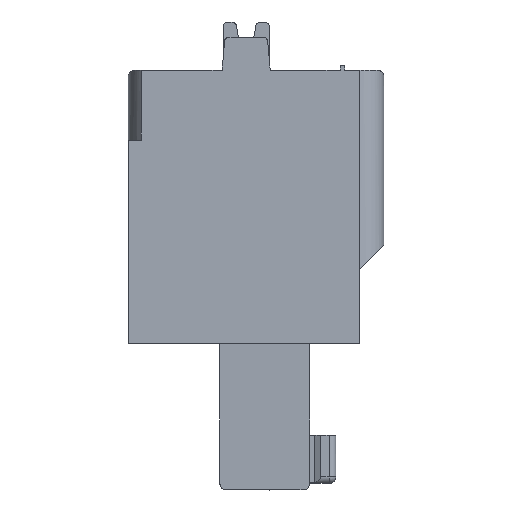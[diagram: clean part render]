
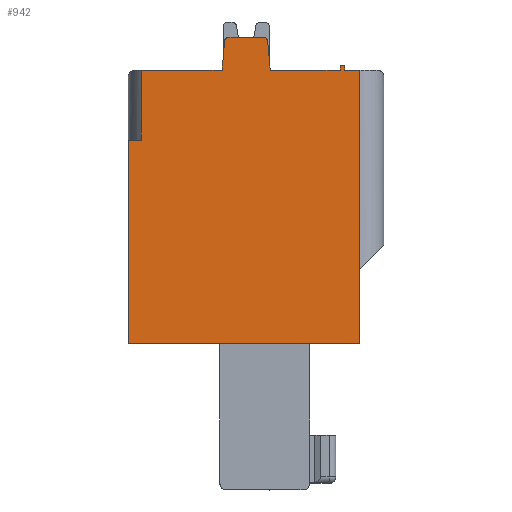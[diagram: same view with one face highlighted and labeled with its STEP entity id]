
A CAD part, left-side view. The second image highlights one B-rep face of the part: STEP entity #942.
In plain terms, the highlighted planar face has unit normal (-1, 0, 0).
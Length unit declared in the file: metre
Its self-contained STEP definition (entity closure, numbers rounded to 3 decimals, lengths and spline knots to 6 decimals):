
#942=ADVANCED_FACE('',(#1936),#1937,.F.);
#1936=FACE_OUTER_BOUND('',#2938,.T.);
#1937=PLANE('',#2939);
#2938=EDGE_LOOP('',(#5777,#5778,#5779,#5780,#5781,#5782,#5783,#5784,#5785,#5786,#5787,#5788,#5789,#5790,#5791,#5792));
#2939=AXIS2_PLACEMENT_3D('',#5793,#5794,#5795);
#5777=ORIENTED_EDGE('',*,*,#6531,.F.);
#5778=ORIENTED_EDGE('',*,*,#6183,.F.);
#5779=ORIENTED_EDGE('',*,*,#6889,.F.);
#5780=ORIENTED_EDGE('',*,*,#6641,.F.);
#5781=ORIENTED_EDGE('',*,*,#6636,.F.);
#5782=ORIENTED_EDGE('',*,*,#6972,.F.);
#5783=ORIENTED_EDGE('',*,*,#6587,.F.);
#5784=ORIENTED_EDGE('',*,*,#6748,.T.);
#5785=ORIENTED_EDGE('',*,*,#6876,.F.);
#5786=ORIENTED_EDGE('',*,*,#6962,.T.);
#5787=ORIENTED_EDGE('',*,*,#6215,.F.);
#5788=ORIENTED_EDGE('',*,*,#6971,.F.);
#5789=ORIENTED_EDGE('',*,*,#6858,.F.);
#5790=ORIENTED_EDGE('',*,*,#6696,.F.);
#5791=ORIENTED_EDGE('',*,*,#6728,.F.);
#5792=ORIENTED_EDGE('',*,*,#6988,.F.);
#5793=CARTESIAN_POINT('',(0.31567,0.034769,-0.078355));
#5794=DIRECTION('',(1.0,0.0,0.0));
#5795=DIRECTION('',(0.0,0.0,-1.0));
#6183=EDGE_CURVE('',#7523,#7526,#7527,.T.);
#6215=EDGE_CURVE('',#7582,#7583,#7584,.T.);
#6531=EDGE_CURVE('',#7526,#8083,#8084,.T.);
#6587=EDGE_CURVE('',#8159,#8161,#8162,.T.);
#6636=EDGE_CURVE('',#8228,#8230,#8231,.T.);
#6641=EDGE_CURVE('',#8230,#8236,#8237,.T.);
#6696=EDGE_CURVE('',#8307,#8309,#8310,.T.);
#6728=EDGE_CURVE('',#8348,#8307,#8350,.T.);
#6748=EDGE_CURVE('',#8159,#8375,#8376,.T.);
#6858=EDGE_CURVE('',#8309,#8513,#8514,.T.);
#6876=EDGE_CURVE('',#8535,#8375,#8536,.T.);
#6889=EDGE_CURVE('',#8236,#7523,#8554,.T.);
#6962=EDGE_CURVE('',#8535,#7583,#8637,.T.);
#6971=EDGE_CURVE('',#8513,#7582,#8647,.T.);
#6972=EDGE_CURVE('',#8161,#8228,#8648,.T.);
#6988=EDGE_CURVE('',#8083,#8348,#8665,.T.);
#7523=VERTEX_POINT('',#9459);
#7526=VERTEX_POINT('',#9463);
#7527=LINE('',#9464,#9465);
#7582=VERTEX_POINT('',#9540);
#7583=VERTEX_POINT('',#9541);
#7584=LINE('',#9542,#9543);
#8083=VERTEX_POINT('',#10353);
#8084=LINE('',#10354,#10355);
#8159=VERTEX_POINT('',#10519);
#8161=VERTEX_POINT('',#10522);
#8162=LINE('',#10523,#10524);
#8228=VERTEX_POINT('',#10618);
#8230=VERTEX_POINT('',#10621);
#8231=LINE('',#10622,#10623);
#8236=VERTEX_POINT('',#10630);
#8237=LINE('',#10631,#10632);
#8307=VERTEX_POINT('',#10736);
#8309=VERTEX_POINT('',#10739);
#8310=LINE('',#10740,#10741);
#8348=VERTEX_POINT('',#10794);
#8350=LINE('',#10797,#10798);
#8375=VERTEX_POINT('',#10834);
#8376=CIRCLE('',#10835,0.0002);
#8513=VERTEX_POINT('',#11053);
#8514=LINE('',#11054,#11055);
#8535=VERTEX_POINT('',#11084);
#8536=LINE('',#11085,#11086);
#8554=LINE('',#11111,#11112);
#8637=CIRCLE('',#11228,0.0002);
#8647=LINE('',#11240,#11241);
#8648=LINE('',#11242,#11243);
#8665=LINE('',#11268,#11269);
#9459=CARTESIAN_POINT('',(0.31567,0.029483,-0.079655));
#9463=CARTESIAN_POINT('',(0.31567,0.028783,-0.079655));
#9464=CARTESIAN_POINT('',(0.31567,0.035083,-0.079655));
#9465=VECTOR('',#11639,1.0);
#9540=CARTESIAN_POINT('',(0.31567,0.035083,-0.079655));
#9541=CARTESIAN_POINT('',(0.31567,0.034968,-0.078338));
#9542=CARTESIAN_POINT('',(0.31567,0.035083,-0.079655));
#9543=VECTOR('',#11684,1.0);
#10353=CARTESIAN_POINT('',(0.31567,0.028783,-0.092155));
#10354=CARTESIAN_POINT('',(0.31567,0.028783,-0.092155));
#10355=VECTOR('',#12019,1.0);
#10519=CARTESIAN_POINT('',(0.31567,0.032999,-0.078338));
#10522=CARTESIAN_POINT('',(0.31567,0.032883,-0.079655));
#10523=CARTESIAN_POINT('',(0.31567,0.033102,-0.077155));
#10524=VECTOR('',#12061,1.0);
#10618=CARTESIAN_POINT('',(0.31567,0.029683,-0.079655));
#10621=CARTESIAN_POINT('',(0.31567,0.029683,-0.079455));
#10622=CARTESIAN_POINT('',(0.31567,0.029683,-0.079455));
#10623=VECTOR('',#12106,1.0);
#10630=CARTESIAN_POINT('',(0.31567,0.029483,-0.079455));
#10631=CARTESIAN_POINT('',(0.31567,0.029483,-0.079455));
#10632=VECTOR('',#12109,1.0);
#10736=CARTESIAN_POINT('',(0.31567,0.039383,-0.082855));
#10739=CARTESIAN_POINT('',(0.31567,0.038783,-0.082855));
#10740=CARTESIAN_POINT('',(0.31567,0.038783,-0.082855));
#10741=VECTOR('',#12158,1.0);
#10794=CARTESIAN_POINT('',(0.31567,0.039383,-0.092155));
#10797=CARTESIAN_POINT('',(0.31567,0.039383,-0.082855));
#10798=VECTOR('',#12190,1.0);
#10834=CARTESIAN_POINT('',(0.31567,0.033198,-0.078155));
#10835=AXIS2_PLACEMENT_3D('',#12208,#12209,#12210);
#11053=CARTESIAN_POINT('',(0.31567,0.038783,-0.079655));
#11054=CARTESIAN_POINT('',(0.31567,0.038783,-0.079655));
#11055=VECTOR('',#12301,1.0);
#11084=CARTESIAN_POINT('',(0.31567,0.034769,-0.078155));
#11085=CARTESIAN_POINT('',(0.31567,0.035083,-0.078155));
#11086=VECTOR('',#12316,1.0);
#11111=CARTESIAN_POINT('',(0.31567,0.029483,-0.079655));
#11112=VECTOR('',#12330,1.0);
#11228=AXIS2_PLACEMENT_3D('',#12373,#12374,#12375);
#11240=CARTESIAN_POINT('',(0.31567,0.035083,-0.079655));
#11241=VECTOR('',#12384,1.0);
#11242=CARTESIAN_POINT('',(0.31567,0.035083,-0.079655));
#11243=VECTOR('',#12385,1.0);
#11268=CARTESIAN_POINT('',(0.31567,0.039383,-0.092155));
#11269=VECTOR('',#12394,1.0);
#11639=DIRECTION('',(0.0,-1.0,0.0));
#11684=DIRECTION('',(0.,-0.087,0.996));
#12019=DIRECTION('',(0.0,0.0,-1.0));
#12061=DIRECTION('',(0.,-0.087,-0.996));
#12106=DIRECTION('',(0.0,0.0,1.0));
#12109=DIRECTION('',(0.0,-1.0,0.0));
#12158=DIRECTION('',(0.0,-1.0,0.));
#12190=DIRECTION('',(0.0,0.0,1.0));
#12208=CARTESIAN_POINT('',(0.31567,0.033198,-0.078355));
#12209=DIRECTION('',(-1.0,0.,-0.0));
#12210=DIRECTION('',(0.0,0.0,-1.0));
#12301=DIRECTION('',(0.0,0.0,1.0));
#12316=DIRECTION('',(0.,-1.0,0.));
#12330=DIRECTION('',(0.0,0.0,-1.0));
#12373=CARTESIAN_POINT('',(0.31567,0.034769,-0.078355));
#12374=DIRECTION('',(-1.0,0.,-0.0));
#12375=DIRECTION('',(0.0,0.0,-1.0));
#12384=DIRECTION('',(0.0,-1.0,0.0));
#12385=DIRECTION('',(0.0,-1.0,0.0));
#12394=DIRECTION('',(0.0,1.0,0.0));
